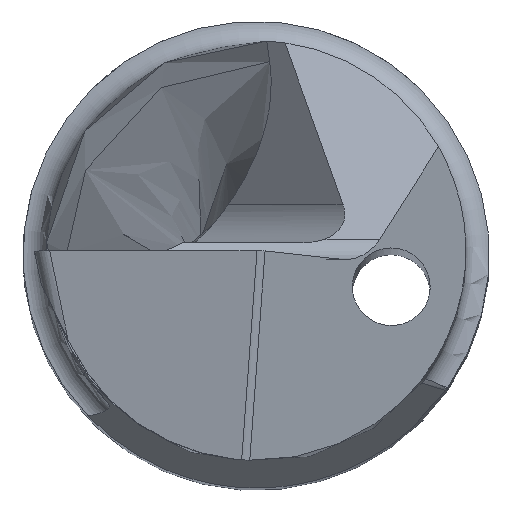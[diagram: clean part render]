
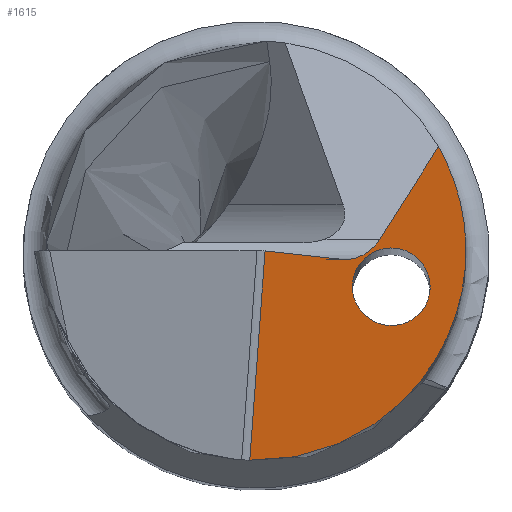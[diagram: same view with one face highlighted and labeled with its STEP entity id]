
A CAD part, top view. The second image highlights one B-rep face of the part: STEP entity #1615.
In plain terms, the highlighted planar face has unit normal (0.696, -0.174, 0.696).
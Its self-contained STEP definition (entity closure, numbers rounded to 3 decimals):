
#44 = CARTESIAN_POINT ( 'NONE',  ( 1.477, -0.036, 50.579 ) ) ;
#47 = DIRECTION ( 'NONE',  ( 0.696, -0.075, -0.714 ) ) ;
#62 = LINE ( 'NONE', #299, #1173 ) ;
#113 = ORIENTED_EDGE ( 'NONE', *, *, #1191, .F. ) ;
#121 = VERTEX_POINT ( 'NONE', #460 ) ;
#124 = ORIENTED_EDGE ( 'NONE', *, *, #724, .F. ) ;
#134 =( BOUNDED_CURVE ( )  B_SPLINE_CURVE ( 3, ( #1181, #786, #1415, #665 ),
 .UNSPECIFIED., .F., .F. ) 
 B_SPLINE_CURVE_WITH_KNOTS ( ( 4, 4 ),
 ( 4.926, 7.045 ),
 .UNSPECIFIED. ) 
 CURVE ( )  GEOMETRIC_REPRESENTATION_ITEM ( )  RATIONAL_B_SPLINE_CURVE ( ( 1., 0.66, 0.66, 1. ) ) 
 REPRESENTATION_ITEM ( '' )  );
#145 = CARTESIAN_POINT ( 'NONE',  ( 1.495, 0.625, 50.725 ) ) ;
#150 = CARTESIAN_POINT ( 'NONE',  ( 1.588, 0.139, 50.511 ) ) ;
#171 = CARTESIAN_POINT ( 'NONE',  ( 1.982, -1.557, 49.694 ) ) ;
#251 = EDGE_CURVE ( 'NONE', #556, #1359, #966, .T. ) ;
#255 = VERTEX_POINT ( 'NONE', #592 ) ;
#273 = VERTEX_POINT ( 'NONE', #1405 ) ;
#288 = CARTESIAN_POINT ( 'NONE',  ( 1.012, -1.315, 50.725 ) ) ;
#299 = CARTESIAN_POINT ( 'NONE',  ( 0.927, -0.905, 50.912 ) ) ;
#317 = EDGE_LOOP ( 'NONE', ( #1443, #113, #124, #826, #1382 ) ) ;
#374 = PLANE ( 'NONE',  #1609 ) ;
#404 = CARTESIAN_POINT ( 'NONE',  ( 1.254, -0.345, 50.725 ) ) ;
#431 = DIRECTION ( 'NONE',  ( 0.509, 0.804, -0.308 ) ) ;
#454 = VERTEX_POINT ( 'NONE', #1203 ) ;
#460 = CARTESIAN_POINT ( 'NONE',  ( -0.082, -2.699, 51.474 ) ) ;
#556 = VERTEX_POINT ( 'NONE', #1556 ) ;
#592 = CARTESIAN_POINT ( 'NONE',  ( 2.224, -0.587, 49.694 ) ) ;
#626 =( BOUNDED_CURVE ( )  B_SPLINE_CURVE ( 3, ( #1383, #1050, #145, #404, #288, #171, #1401 ),
 .UNSPECIFIED., .T., .F. ) 
 B_SPLINE_CURVE_WITH_KNOTS ( ( 4, 3, 4 ),
 ( 0., 3.142, 6.283 ),
 .UNSPECIFIED. ) 
 CURVE ( )  GEOMETRIC_REPRESENTATION_ITEM ( )  RATIONAL_B_SPLINE_CURVE ( ( 1., 0.333, 0.333, 1., 0.333, 0.333, 1. ) ) 
 REPRESENTATION_ITEM ( '' )  );
#653 = CARTESIAN_POINT ( 'NONE',  ( 1.109, -0.115, 50.926 ) ) ;
#665 = CARTESIAN_POINT ( 'NONE',  ( 2.346, 1.336, 50.052 ) ) ;
#695 = EDGE_CURVE ( 'NONE', #255, #255, #626, .T. ) ;
#716 = CARTESIAN_POINT ( 'NONE',  ( 0.034, 0.1, 52.056 ) ) ;
#724 = EDGE_CURVE ( 'NONE', #121, #273, #1027, .T. ) ;
#786 = CARTESIAN_POINT ( 'NONE',  ( 2.297, -2.771, 49.076 ) ) ;
#808 = LINE ( 'NONE', #1544, #1216 ) ;
#826 = ORIENTED_EDGE ( 'NONE', *, *, #911, .T. ) ;
#882 = DIRECTION ( 'NONE',  ( 0.696, -0.174, 0.696 ) ) ;
#895 = DIRECTION ( 'NONE',  ( 0.072, 0.982, 0.173 ) ) ;
#911 = EDGE_CURVE ( 'NONE', #121, #454, #134, .T. ) ;
#926 = VECTOR ( 'NONE', #895, 1000. ) ;
#966 =( BOUNDED_CURVE ( )  B_SPLINE_CURVE ( 3, ( #653, #1131, #44, #150 ),
 .UNSPECIFIED., .F., .F. ) 
 B_SPLINE_CURVE_WITH_KNOTS ( ( 4, 4 ),
 ( 1.222, 2.531 ),
 .UNSPECIFIED. ) 
 CURVE ( )  GEOMETRIC_REPRESENTATION_ITEM ( )  RATIONAL_B_SPLINE_CURVE ( ( 1., 0.862, 0.862, 1. ) ) 
 REPRESENTATION_ITEM ( '' )  );
#1027 = LINE ( 'NONE', #1416, #926 ) ;
#1047 = CARTESIAN_POINT ( 'NONE',  ( 1.588, 0.139, 50.511 ) ) ;
#1050 = CARTESIAN_POINT ( 'NONE',  ( 2.466, 0.383, 49.694 ) ) ;
#1130 = FACE_BOUND ( 'NONE', #1231, .T. ) ;
#1131 = CARTESIAN_POINT ( 'NONE',  ( 1.292, -0.135, 50.739 ) ) ;
#1160 = ORIENTED_EDGE ( 'NONE', *, *, #695, .F. ) ;
#1173 = VECTOR ( 'NONE', #431, 1000. ) ;
#1181 = CARTESIAN_POINT ( 'NONE',  ( -0.082, -2.699, 51.474 ) ) ;
#1191 = EDGE_CURVE ( 'NONE', #273, #556, #808, .T. ) ;
#1203 = CARTESIAN_POINT ( 'NONE',  ( 2.346, 1.336, 50.052 ) ) ;
#1216 = VECTOR ( 'NONE', #47, 1000. ) ;
#1227 = DIRECTION ( 'NONE',  ( -0.707, 0., 0.707 ) ) ;
#1231 = EDGE_LOOP ( 'NONE', ( #1160 ) ) ;
#1305 = EDGE_CURVE ( 'NONE', #1359, #454, #62, .T. ) ;
#1359 = VERTEX_POINT ( 'NONE', #1047 ) ;
#1382 = ORIENTED_EDGE ( 'NONE', *, *, #1305, .F. ) ;
#1383 = CARTESIAN_POINT ( 'NONE',  ( 2.224, -0.587, 49.694 ) ) ;
#1401 = CARTESIAN_POINT ( 'NONE',  ( 2.224, -0.587, 49.694 ) ) ;
#1405 = CARTESIAN_POINT ( 'NONE',  ( 0.115, -0.008, 51.947 ) ) ;
#1415 = CARTESIAN_POINT ( 'NONE',  ( 3.524, -0.732, 48.358 ) ) ;
#1416 = CARTESIAN_POINT ( 'NONE',  ( 0.124, 0.109, 51.968 ) ) ;
#1443 = ORIENTED_EDGE ( 'NONE', *, *, #251, .F. ) ;
#1505 = FACE_OUTER_BOUND ( 'NONE', #317, .T. ) ;
#1544 = CARTESIAN_POINT ( 'NONE',  ( 0.016, 0.003, 52.049 ) ) ;
#1556 = CARTESIAN_POINT ( 'NONE',  ( 1.109, -0.115, 50.926 ) ) ;
#1609 = AXIS2_PLACEMENT_3D ( 'NONE', #716, #882, #1227 ) ;
#1615 = ADVANCED_FACE ( 'NONE', ( #1130, #1505 ), #374, .T. ) ;
